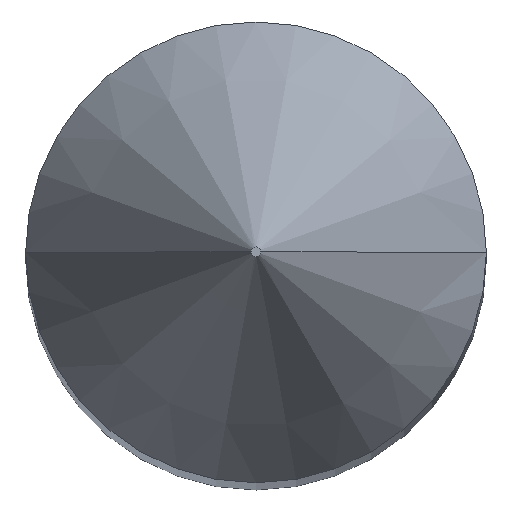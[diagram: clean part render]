
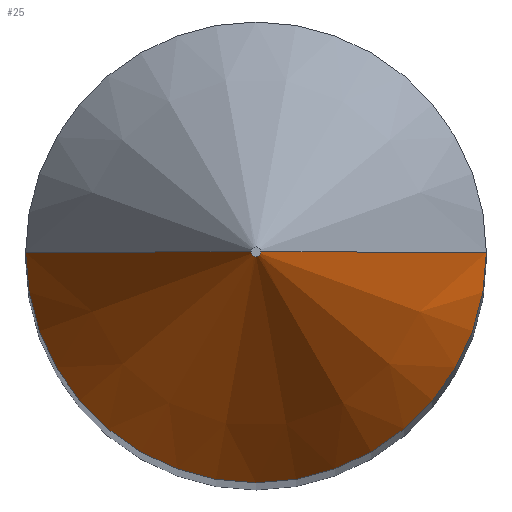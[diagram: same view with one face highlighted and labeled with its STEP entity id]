
A CAD part, top view. The second image highlights one B-rep face of the part: STEP entity #25.
In plain terms, the highlighted conical face has half-angle 30 degrees and reference radius 0.102 mm.
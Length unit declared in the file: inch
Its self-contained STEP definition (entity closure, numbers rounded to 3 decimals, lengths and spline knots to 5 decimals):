
#4 = ORIENTED_EDGE ( 'NONE', *, *, #43, .F. ) ;
#7 = DIRECTION ( 'NONE',  ( 1., 0., 0. ) ) ;
#10 = CARTESIAN_POINT ( 'NONE',  ( -0.1875, 0., 3.68217 ) ) ;
#12 = CARTESIAN_POINT ( 'NONE',  ( 0., 0., 3.68217 ) ) ;
#13 = EDGE_CURVE ( 'NONE', #188, #131, #149, .T. ) ;
#15 = AXIS2_PLACEMENT_3D ( 'NONE', #171, #193, #7 ) ;
#20 = ORIENTED_EDGE ( 'NONE', *, *, #13, .T. ) ;
#25 = ADVANCED_FACE ( 'NONE', ( #55 ), #89, .T. ) ;
#26 = DIRECTION ( 'NONE',  ( 0., 0., -1. ) ) ;
#41 = DIRECTION ( 'NONE',  ( -1., 0., 0. ) ) ;
#43 = EDGE_CURVE ( 'NONE', #211, #209, #77, .T. ) ;
#55 = FACE_OUTER_BOUND ( 'NONE', #213, .T. ) ;
#61 = CARTESIAN_POINT ( 'NONE',  ( 0., 0., 4. ) ) ;
#77 = LINE ( 'NONE', #132, #179 ) ;
#81 = EDGE_CURVE ( 'NONE', #211, #188, #196, .T. ) ;
#89 = CONICAL_SURFACE ( 'NONE', #15, 0.004, 0.524 ) ;
#98 = CARTESIAN_POINT ( 'NONE',  ( -0.004, 0., 4. ) ) ;
#110 = ORIENTED_EDGE ( 'NONE', *, *, #202, .F. ) ;
#117 = DIRECTION ( 'NONE',  ( 0., 0., -1. ) ) ;
#119 = CARTESIAN_POINT ( 'NONE',  ( -0.004, 0., 4. ) ) ;
#131 = VERTEX_POINT ( 'NONE', #10 ) ;
#132 = CARTESIAN_POINT ( 'NONE',  ( 0.004, 0., 4. ) ) ;
#141 = CIRCLE ( 'NONE', #189, 0.1875 ) ;
#149 = LINE ( 'NONE', #98, #169 ) ;
#159 = CARTESIAN_POINT ( 'NONE',  ( 0.1875, 0., 3.68217 ) ) ;
#164 = DIRECTION ( 'NONE',  ( 0.5, 0., -0.866 ) ) ;
#167 = ORIENTED_EDGE ( 'NONE', *, *, #81, .T. ) ;
#169 = VECTOR ( 'NONE', #235, 39.37008 ) ;
#171 = CARTESIAN_POINT ( 'NONE',  ( 0., 0., 4. ) ) ;
#177 = DIRECTION ( 'NONE',  ( -1., 0., 0. ) ) ;
#179 = VECTOR ( 'NONE', #164, 39.37008 ) ;
#188 = VERTEX_POINT ( 'NONE', #119 ) ;
#189 = AXIS2_PLACEMENT_3D ( 'NONE', #12, #26, #177 ) ;
#193 = DIRECTION ( 'NONE',  ( 0., 0., -1. ) ) ;
#196 = CIRCLE ( 'NONE', #200, 0.004 ) ;
#200 = AXIS2_PLACEMENT_3D ( 'NONE', #61, #117, #41 ) ;
#202 = EDGE_CURVE ( 'NONE', #209, #131, #141, .T. ) ;
#209 = VERTEX_POINT ( 'NONE', #159 ) ;
#211 = VERTEX_POINT ( 'NONE', #249 ) ;
#213 = EDGE_LOOP ( 'NONE', ( #167, #20, #110, #4 ) ) ;
#235 = DIRECTION ( 'NONE',  ( -0.5, 0., -0.866 ) ) ;
#249 = CARTESIAN_POINT ( 'NONE',  ( 0.004, 0., 4. ) ) ;
